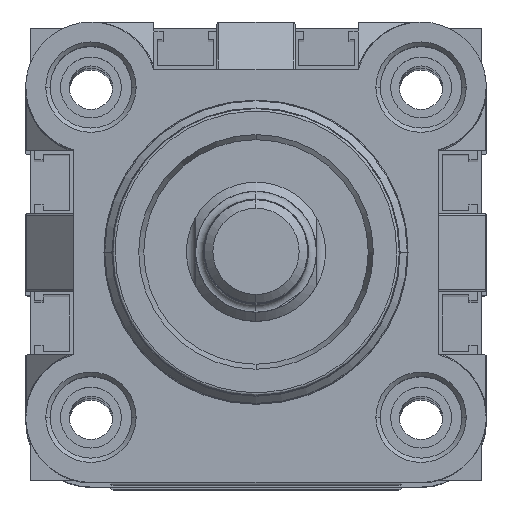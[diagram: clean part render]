
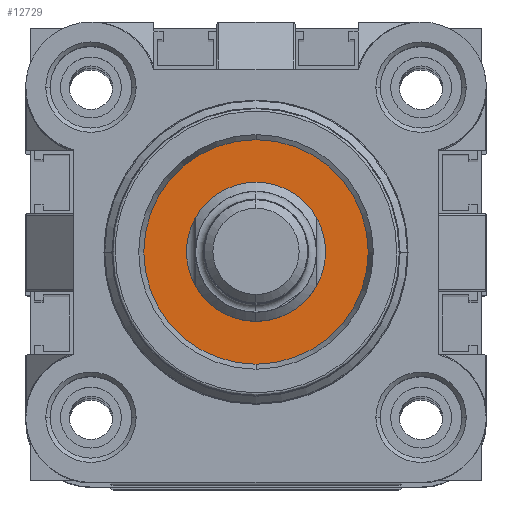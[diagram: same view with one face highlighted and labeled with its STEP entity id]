
A CAD part, top view. The second image highlights one B-rep face of the part: STEP entity #12729.
In plain terms, the highlighted face is planar.
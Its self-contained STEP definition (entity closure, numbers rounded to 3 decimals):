
#141 = CARTESIAN_POINT ( 'NONE',  ( 21., 8.082, -18.5 ) ) ;
#233 = CARTESIAN_POINT ( 'NONE',  ( 29., 21., -18.5 ) ) ;
#495 = CARTESIAN_POINT ( 'NONE',  ( 21., 21., -18.5 ) ) ;
#765 = EDGE_CURVE ( 'NONE', #19470, #14480, #6864, .T. ) ;
#1933 = AXIS2_PLACEMENT_3D ( 'NONE', #3681, #17848, #5709 ) ;
#2269 = CARTESIAN_POINT ( 'NONE',  ( 21., 21., -18.5 ) ) ;
#2506 = DIRECTION ( 'NONE',  ( 0., 1., 0. ) ) ;
#2866 = VERTEX_POINT ( 'NONE', #233 ) ;
#3103 = ORIENTED_EDGE ( 'NONE', *, *, #765, .T. ) ;
#3681 = CARTESIAN_POINT ( 'NONE',  ( 34.073, 7.927, -18.5 ) ) ;
#3755 = CARTESIAN_POINT ( 'NONE',  ( 13., 21., -18.5 ) ) ;
#4165 = EDGE_LOOP ( 'NONE', ( #8999, #20391 ) ) ;
#4331 = DIRECTION ( 'NONE',  ( -1., 0., 0. ) ) ;
#5033 = EDGE_LOOP ( 'NONE', ( #13063, #3103 ) ) ;
#5159 = CIRCLE ( 'NONE', #12268, 8. ) ;
#5423 = CARTESIAN_POINT ( 'NONE',  ( 21., 33.918, -18.5 ) ) ;
#5709 = DIRECTION ( 'NONE',  ( -1., 0., 0. ) ) ;
#6864 = CIRCLE ( 'NONE', #19852, 12.918 ) ;
#8999 = ORIENTED_EDGE ( 'NONE', *, *, #12337, .F. ) ;
#9193 = DIRECTION ( 'NONE',  ( 0., 0., -1. ) ) ;
#11126 = AXIS2_PLACEMENT_3D ( 'NONE', #2269, #16474, #4331 ) ;
#12268 = AXIS2_PLACEMENT_3D ( 'NONE', #21366, #9193, #23421 ) ;
#12337 = EDGE_CURVE ( 'NONE', #18804, #2866, #19994, .T. ) ;
#12362 = FACE_OUTER_BOUND ( 'NONE', #5033, .T. ) ;
#12729 = ADVANCED_FACE ( 'NONE', ( #17720, #12362 ), #15824, .T. ) ;
#13063 = ORIENTED_EDGE ( 'NONE', *, *, #22296, .T. ) ;
#14480 = VERTEX_POINT ( 'NONE', #5423 ) ;
#14642 = DIRECTION ( 'NONE',  ( 0., 0., -1. ) ) ;
#15824 = PLANE ( 'NONE',  #1933 ) ;
#16474 = DIRECTION ( 'NONE',  ( 0., 0., -1. ) ) ;
#17720 = FACE_BOUND ( 'NONE', #4165, .T. ) ;
#17848 = DIRECTION ( 'NONE',  ( 0., 0., -1. ) ) ;
#18170 = EDGE_CURVE ( 'NONE', #2866, #18804, #5159, .T. ) ;
#18804 = VERTEX_POINT ( 'NONE', #3755 ) ;
#19089 = CARTESIAN_POINT ( 'NONE',  ( 21., 21., -18.5 ) ) ;
#19173 = DIRECTION ( 'NONE',  ( 0., 0., -1. ) ) ;
#19470 = VERTEX_POINT ( 'NONE', #141 ) ;
#19852 = AXIS2_PLACEMENT_3D ( 'NONE', #19089, #19173, #20171 ) ;
#19994 = CIRCLE ( 'NONE', #11126, 8. ) ;
#20171 = DIRECTION ( 'NONE',  ( 0., 1., 0. ) ) ;
#20391 = ORIENTED_EDGE ( 'NONE', *, *, #18170, .F. ) ;
#21366 = CARTESIAN_POINT ( 'NONE',  ( 21., 21., -18.5 ) ) ;
#22296 = EDGE_CURVE ( 'NONE', #14480, #19470, #23703, .T. ) ;
#22835 = AXIS2_PLACEMENT_3D ( 'NONE', #495, #14642, #2506 ) ;
#23421 = DIRECTION ( 'NONE',  ( -1., 0., 0. ) ) ;
#23703 = CIRCLE ( 'NONE', #22835, 12.918 ) ;
